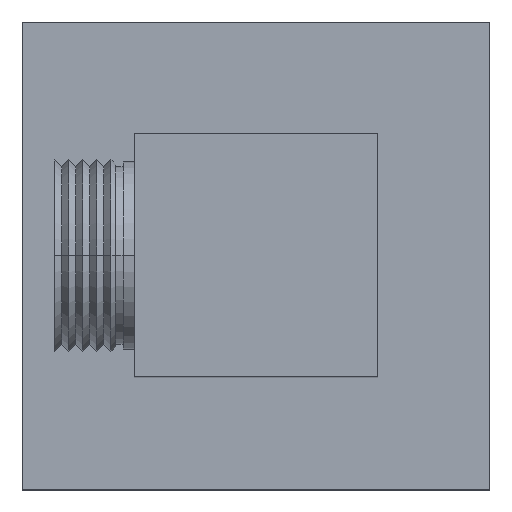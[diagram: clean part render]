
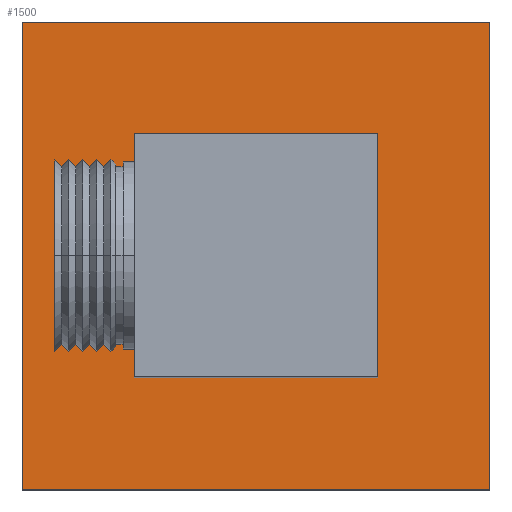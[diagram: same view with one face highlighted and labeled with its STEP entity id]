
A CAD part, top view. The second image highlights one B-rep face of the part: STEP entity #1500.
In plain terms, the highlighted planar face has unit normal (0, 0, 1).
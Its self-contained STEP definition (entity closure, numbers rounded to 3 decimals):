
#43=DIRECTION('',(0.,-1.,0.));
#44=VECTOR('',#43,50.);
#45=CARTESIAN_POINT('',(-25.,25.,4.));
#46=LINE('',#45,#44);
#47=DIRECTION('',(-1.,0.,0.));
#48=VECTOR('',#47,50.);
#49=CARTESIAN_POINT('',(25.,25.,4.));
#50=LINE('',#49,#48);
#51=DIRECTION('',(0.,1.,0.));
#52=VECTOR('',#51,50.);
#53=CARTESIAN_POINT('',(25.,-25.,4.));
#54=LINE('',#53,#52);
#55=DIRECTION('',(1.,0.,0.));
#56=VECTOR('',#55,50.);
#57=CARTESIAN_POINT('',(-25.,-25.,4.));
#58=LINE('',#57,#56);
#59=DIRECTION('',(0.,-1.,0.));
#60=VECTOR('',#59,26.);
#61=CARTESIAN_POINT('',(-13.,13.,4.));
#62=LINE('',#61,#60);
#63=DIRECTION('',(1.,0.,0.));
#64=VECTOR('',#63,26.);
#65=CARTESIAN_POINT('',(-13.,-13.,4.));
#66=LINE('',#65,#64);
#67=DIRECTION('',(0.,1.,0.));
#68=VECTOR('',#67,26.);
#69=CARTESIAN_POINT('',(13.,-13.,4.));
#70=LINE('',#69,#68);
#71=DIRECTION('',(-1.,0.,0.));
#72=VECTOR('',#71,26.);
#73=CARTESIAN_POINT('',(13.,13.,4.));
#74=LINE('',#73,#72);
#1137=CARTESIAN_POINT('',(-25.,25.,4.));
#1138=CARTESIAN_POINT('',(-25.,-25.,4.));
#1139=VERTEX_POINT('',#1137);
#1140=VERTEX_POINT('',#1138);
#1141=CARTESIAN_POINT('',(25.,-25.,4.));
#1142=VERTEX_POINT('',#1141);
#1143=CARTESIAN_POINT('',(25.,25.,4.));
#1144=VERTEX_POINT('',#1143);
#1153=CARTESIAN_POINT('',(-13.,13.,4.));
#1154=CARTESIAN_POINT('',(-13.,-13.,4.));
#1155=VERTEX_POINT('',#1153);
#1156=VERTEX_POINT('',#1154);
#1157=CARTESIAN_POINT('',(13.,-13.,4.));
#1158=VERTEX_POINT('',#1157);
#1159=CARTESIAN_POINT('',(13.,13.,4.));
#1160=VERTEX_POINT('',#1159);
#1479=CARTESIAN_POINT('',(0.,0.,4.));
#1480=DIRECTION('',(0.,0.,1.));
#1481=DIRECTION('',(1.,0.,0.));
#1482=AXIS2_PLACEMENT_3D('',#1479,#1480,#1481);
#1483=PLANE('',#1482);
#1484=ORIENTED_EDGE('',*,*,#1431,.F.);
#1485=ORIENTED_EDGE('',*,*,#1446,.F.);
#1486=ORIENTED_EDGE('',*,*,#1460,.F.);
#1487=ORIENTED_EDGE('',*,*,#1473,.F.);
#1488=EDGE_LOOP('',(#1484,#1485,#1486,#1487));
#1489=FACE_OUTER_BOUND('',#1488,.F.);
#1491=ORIENTED_EDGE('',*,*,#1490,.T.);
#1493=ORIENTED_EDGE('',*,*,#1492,.T.);
#1495=ORIENTED_EDGE('',*,*,#1494,.T.);
#1497=ORIENTED_EDGE('',*,*,#1496,.T.);
#1498=EDGE_LOOP('',(#1491,#1493,#1495,#1497));
#1499=FACE_BOUND('',#1498,.F.);
#1500=ADVANCED_FACE('',(#1489,#1499),#1483,.T.);
#1431=EDGE_CURVE('',#1139,#1140,#46,.T.);
#1446=EDGE_CURVE('',#1144,#1139,#50,.T.);
#1460=EDGE_CURVE('',#1142,#1144,#54,.T.);
#1473=EDGE_CURVE('',#1140,#1142,#58,.T.);
#1490=EDGE_CURVE('',#1155,#1156,#62,.T.);
#1492=EDGE_CURVE('',#1156,#1158,#66,.T.);
#1494=EDGE_CURVE('',#1158,#1160,#70,.T.);
#1496=EDGE_CURVE('',#1160,#1155,#74,.T.);
